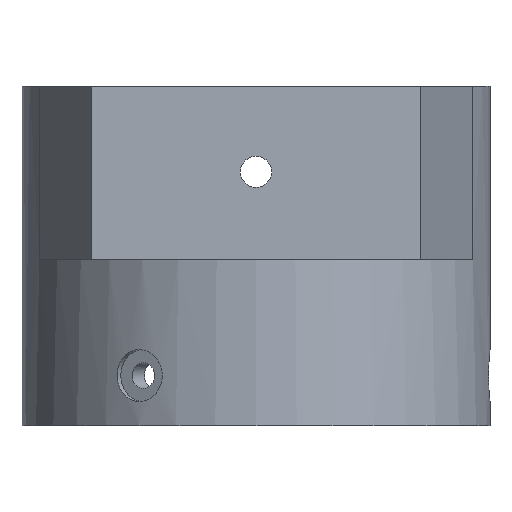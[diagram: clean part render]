
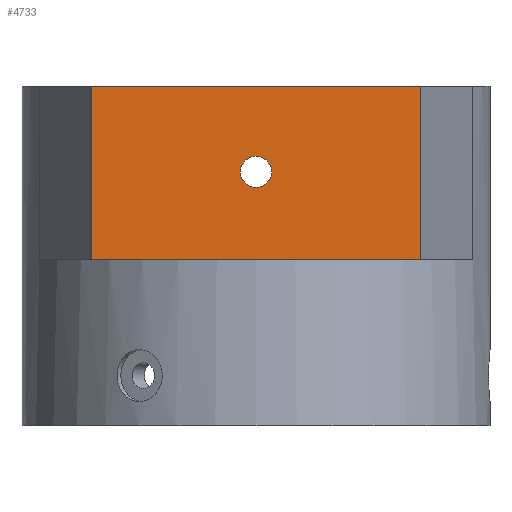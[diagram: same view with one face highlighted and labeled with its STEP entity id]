
A CAD part, front view. The second image highlights one B-rep face of the part: STEP entity #4733.
In plain terms, the highlighted planar face has unit normal (0, -1, 0).
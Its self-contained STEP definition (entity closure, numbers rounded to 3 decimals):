
#278 = PLANE('',#279);
#279 = AXIS2_PLACEMENT_3D('',#280,#281,#282);
#280 = CARTESIAN_POINT('',(-25.4,-9.,107.6));
#281 = DIRECTION('',(0.,0.,-1.));
#282 = DIRECTION('',(1.,0.,0.));
#494 = CYLINDRICAL_SURFACE('',#495,1.8);
#495 = AXIS2_PLACEMENT_3D('',#496,#497,#498);
#496 = CARTESIAN_POINT('',(0.,28.5,97.7));
#497 = DIRECTION('',(0.,-1.,0.));
#498 = DIRECTION('',(1.,0.,0.));
#2036 = VERTEX_POINT('',#2037);
#2037 = CARTESIAN_POINT('',(-19.,-28.3,107.6));
#2051 = PLANE('',#2052);
#2052 = AXIS2_PLACEMENT_3D('',#2053,#2054,#2055);
#2053 = CARTESIAN_POINT('',(-25.4,-9.,107.6));
#2054 = DIRECTION('',(0.949,0.315,0.));
#2055 = DIRECTION('',(0.315,-0.949,0.));
#2065 = VERTEX_POINT('',#2066);
#2066 = CARTESIAN_POINT('',(19.,-28.3,107.6));
#2080 = PLANE('',#2081);
#2081 = AXIS2_PLACEMENT_3D('',#2082,#2083,#2084);
#2082 = CARTESIAN_POINT('',(25.4,-9.,107.6));
#2083 = DIRECTION('',(0.949,-0.315,0.));
#2084 = DIRECTION('',(-0.315,-0.949,0.));
#2092 = EDGE_CURVE('',#2036,#2065,#2093,.T.);
#2093 = SURFACE_CURVE('',#2094,(#2098,#2105),.PCURVE_S1.);
#2094 = LINE('',#2095,#2096);
#2095 = CARTESIAN_POINT('',(-19.,-28.3,107.6));
#2096 = VECTOR('',#2097,1.);
#2097 = DIRECTION('',(1.,0.,0.));
#2098 = PCURVE('',#278,#2099);
#2099 = DEFINITIONAL_REPRESENTATION('',(#2100),#2104);
#2100 = LINE('',#2101,#2102);
#2101 = CARTESIAN_POINT('',(6.4,19.3));
#2102 = VECTOR('',#2103,1.);
#2103 = DIRECTION('',(1.,0.));
#2104 = ( GEOMETRIC_REPRESENTATION_CONTEXT(2) 
PARAMETRIC_REPRESENTATION_CONTEXT() REPRESENTATION_CONTEXT('2D SPACE',''
  ) );
#2105 = PCURVE('',#2106,#2111);
#2106 = PLANE('',#2107);
#2107 = AXIS2_PLACEMENT_3D('',#2108,#2109,#2110);
#2108 = CARTESIAN_POINT('',(-25.4,-28.3,107.6));
#2109 = DIRECTION('',(0.,-1.,0.));
#2110 = DIRECTION('',(0.,0.,-1.));
#2111 = DEFINITIONAL_REPRESENTATION('',(#2112),#2116);
#2112 = LINE('',#2113,#2114);
#2113 = CARTESIAN_POINT('',(0.,6.4));
#2114 = VECTOR('',#2115,1.);
#2115 = DIRECTION('',(0.,1.));
#2116 = ( GEOMETRIC_REPRESENTATION_CONTEXT(2) 
PARAMETRIC_REPRESENTATION_CONTEXT() REPRESENTATION_CONTEXT('2D SPACE',''
  ) );
#2126 = EDGE_CURVE('',#2127,#2127,#2129,.T.);
#2127 = VERTEX_POINT('',#2128);
#2128 = CARTESIAN_POINT('',(1.8,-28.3,97.7));
#2129 = SURFACE_CURVE('',#2130,(#2135,#2142),.PCURVE_S1.);
#2130 = CIRCLE('',#2131,1.8);
#2131 = AXIS2_PLACEMENT_3D('',#2132,#2133,#2134);
#2132 = CARTESIAN_POINT('',(0.,-28.3,97.7));
#2133 = DIRECTION('',(0.,-1.,0.));
#2134 = DIRECTION('',(1.,0.,0.));
#2135 = PCURVE('',#494,#2136);
#2136 = DEFINITIONAL_REPRESENTATION('',(#2137),#2141);
#2137 = LINE('',#2138,#2139);
#2138 = CARTESIAN_POINT('',(0.,56.8));
#2139 = VECTOR('',#2140,1.);
#2140 = DIRECTION('',(1.,0.));
#2141 = ( GEOMETRIC_REPRESENTATION_CONTEXT(2) 
PARAMETRIC_REPRESENTATION_CONTEXT() REPRESENTATION_CONTEXT('2D SPACE',''
  ) );
#2142 = PCURVE('',#2106,#2143);
#2143 = DEFINITIONAL_REPRESENTATION('',(#2144),#2148);
#2144 = CIRCLE('',#2145,1.8);
#2145 = AXIS2_PLACEMENT_2D('',#2146,#2147);
#2146 = CARTESIAN_POINT('',(9.9,25.4));
#2147 = DIRECTION('',(0.,1.));
#2148 = ( GEOMETRIC_REPRESENTATION_CONTEXT(2) 
PARAMETRIC_REPRESENTATION_CONTEXT() REPRESENTATION_CONTEXT('2D SPACE',''
  ) );
#2488 = PLANE('',#2489);
#2489 = AXIS2_PLACEMENT_3D('',#2490,#2491,#2492);
#2490 = CARTESIAN_POINT('',(-25.4,-9.,87.6));
#2491 = DIRECTION('',(0.,0.,-1.));
#2492 = DIRECTION('',(1.,0.,0.));
#4689 = VERTEX_POINT('',#4690);
#4690 = CARTESIAN_POINT('',(-19.,-28.3,87.6));
#4713 = EDGE_CURVE('',#2036,#4689,#4714,.T.);
#4714 = SURFACE_CURVE('',#4715,(#4719,#4726),.PCURVE_S1.);
#4715 = LINE('',#4716,#4717);
#4716 = CARTESIAN_POINT('',(-19.,-28.3,107.6));
#4717 = VECTOR('',#4718,1.);
#4718 = DIRECTION('',(0.,0.,-1.));
#4719 = PCURVE('',#2051,#4720);
#4720 = DEFINITIONAL_REPRESENTATION('',(#4721),#4725);
#4721 = LINE('',#4722,#4723);
#4722 = CARTESIAN_POINT('',(20.333,0.));
#4723 = VECTOR('',#4724,1.);
#4724 = DIRECTION('',(0.,1.));
#4725 = ( GEOMETRIC_REPRESENTATION_CONTEXT(2) 
PARAMETRIC_REPRESENTATION_CONTEXT() REPRESENTATION_CONTEXT('2D SPACE',''
  ) );
#4726 = PCURVE('',#2106,#4727);
#4727 = DEFINITIONAL_REPRESENTATION('',(#4728),#4732);
#4728 = LINE('',#4729,#4730);
#4729 = CARTESIAN_POINT('',(0.,6.4));
#4730 = VECTOR('',#4731,1.);
#4731 = DIRECTION('',(1.,0.));
#4732 = ( GEOMETRIC_REPRESENTATION_CONTEXT(2) 
PARAMETRIC_REPRESENTATION_CONTEXT() REPRESENTATION_CONTEXT('2D SPACE',''
  ) );
#4733 = ADVANCED_FACE('',(#4734,#4782),#2106,.T.);
#4734 = FACE_BOUND('',#4735,.T.);
#4735 = EDGE_LOOP('',(#4736,#4737,#4738,#4761));
#4736 = ORIENTED_EDGE('',*,*,#2092,.F.);
#4737 = ORIENTED_EDGE('',*,*,#4713,.T.);
#4738 = ORIENTED_EDGE('',*,*,#4739,.T.);
#4739 = EDGE_CURVE('',#4689,#4740,#4742,.T.);
#4740 = VERTEX_POINT('',#4741);
#4741 = CARTESIAN_POINT('',(19.,-28.3,87.6));
#4742 = SURFACE_CURVE('',#4743,(#4747,#4754),.PCURVE_S1.);
#4743 = LINE('',#4744,#4745);
#4744 = CARTESIAN_POINT('',(-19.,-28.3,87.6));
#4745 = VECTOR('',#4746,1.);
#4746 = DIRECTION('',(1.,0.,0.));
#4747 = PCURVE('',#2106,#4748);
#4748 = DEFINITIONAL_REPRESENTATION('',(#4749),#4753);
#4749 = LINE('',#4750,#4751);
#4750 = CARTESIAN_POINT('',(20.,6.4));
#4751 = VECTOR('',#4752,1.);
#4752 = DIRECTION('',(0.,1.));
#4753 = ( GEOMETRIC_REPRESENTATION_CONTEXT(2) 
PARAMETRIC_REPRESENTATION_CONTEXT() REPRESENTATION_CONTEXT('2D SPACE',''
  ) );
#4754 = PCURVE('',#2488,#4755);
#4755 = DEFINITIONAL_REPRESENTATION('',(#4756),#4760);
#4756 = LINE('',#4757,#4758);
#4757 = CARTESIAN_POINT('',(6.4,19.3));
#4758 = VECTOR('',#4759,1.);
#4759 = DIRECTION('',(1.,0.));
#4760 = ( GEOMETRIC_REPRESENTATION_CONTEXT(2) 
PARAMETRIC_REPRESENTATION_CONTEXT() REPRESENTATION_CONTEXT('2D SPACE',''
  ) );
#4761 = ORIENTED_EDGE('',*,*,#4762,.F.);
#4762 = EDGE_CURVE('',#2065,#4740,#4763,.T.);
#4763 = SURFACE_CURVE('',#4764,(#4768,#4775),.PCURVE_S1.);
#4764 = LINE('',#4765,#4766);
#4765 = CARTESIAN_POINT('',(19.,-28.3,107.6));
#4766 = VECTOR('',#4767,1.);
#4767 = DIRECTION('',(0.,0.,-1.));
#4768 = PCURVE('',#2106,#4769);
#4769 = DEFINITIONAL_REPRESENTATION('',(#4770),#4774);
#4770 = LINE('',#4771,#4772);
#4771 = CARTESIAN_POINT('',(0.,44.4));
#4772 = VECTOR('',#4773,1.);
#4773 = DIRECTION('',(1.,0.));
#4774 = ( GEOMETRIC_REPRESENTATION_CONTEXT(2) 
PARAMETRIC_REPRESENTATION_CONTEXT() REPRESENTATION_CONTEXT('2D SPACE',''
  ) );
#4775 = PCURVE('',#2080,#4776);
#4776 = DEFINITIONAL_REPRESENTATION('',(#4777),#4781);
#4777 = LINE('',#4778,#4779);
#4778 = CARTESIAN_POINT('',(20.333,0.));
#4779 = VECTOR('',#4780,1.);
#4780 = DIRECTION('',(0.,1.));
#4781 = ( GEOMETRIC_REPRESENTATION_CONTEXT(2) 
PARAMETRIC_REPRESENTATION_CONTEXT() REPRESENTATION_CONTEXT('2D SPACE',''
  ) );
#4782 = FACE_BOUND('',#4783,.T.);
#4783 = EDGE_LOOP('',(#4784));
#4784 = ORIENTED_EDGE('',*,*,#2126,.F.);
